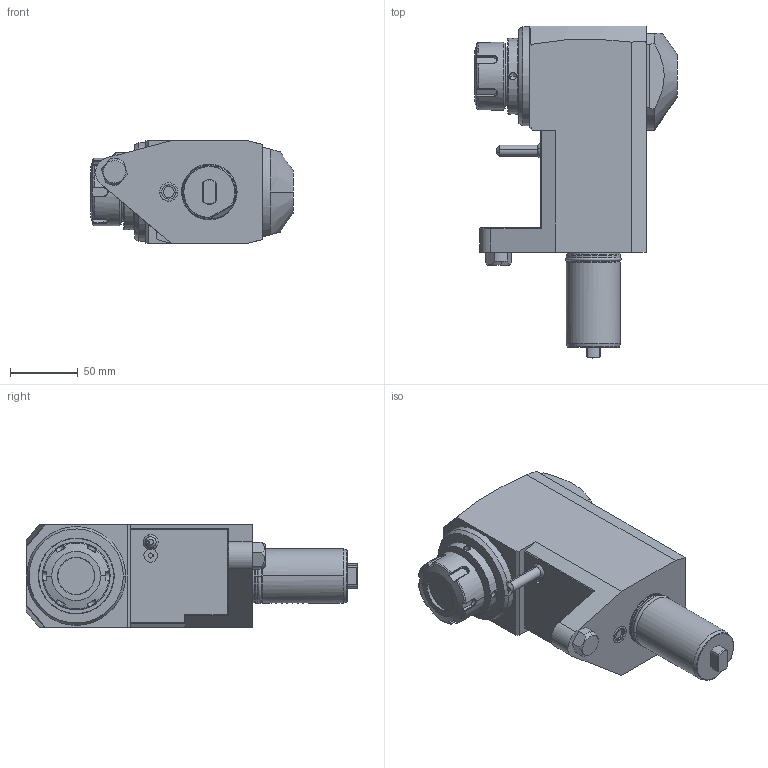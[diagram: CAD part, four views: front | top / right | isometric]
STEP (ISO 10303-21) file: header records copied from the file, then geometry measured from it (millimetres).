
FILE_DESCRIPTION((''),'2;1');
FILE_NAME('NGT1_40_221_32_2_2_130MZ2','2020-02-10T',('vali'),('NOVA GRUP'),'PRO/ENGINEER BY PARAMETRIC TECHNOLOGY CORPORATION, 2010280','PRO/ENGINEER BY PARAMETRIC TECHNOLOGY CORPORATION, 2010280','');
FILE_SCHEMA(('CONFIG_CONTROL_DESIGN'));
Length unit declared in the file: millimetre
Products named in the file (1): NGT1_40_221_32_2_2_130MZ2
Bounding box: 149.6 x 245 x 76 mm (x, y, z)
Volume: 1295896.5 mm3; surface area: 92443.2 mm2
Topology: 1 solids, 1 shells, 294 faces, 752 edges, 479 vertices
Faces by surface type: plane 137, cylinder 74, cone 36, bspline 28, torus 17, sphere 2
Entity records: 11987 total; most frequent: CARTESIAN_POINT 5237, ORIENTED_EDGE 1504, DIRECTION 1212, EDGE_CURVE 752, VERTEX_POINT 479, AXIS2_PLACEMENT_3D 425, VECTOR 362, LINE 362
